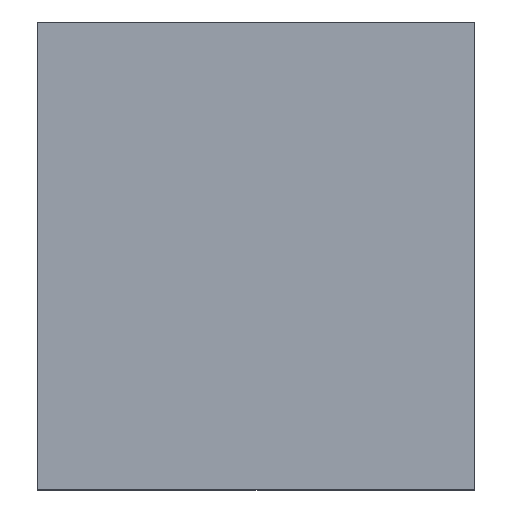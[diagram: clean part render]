
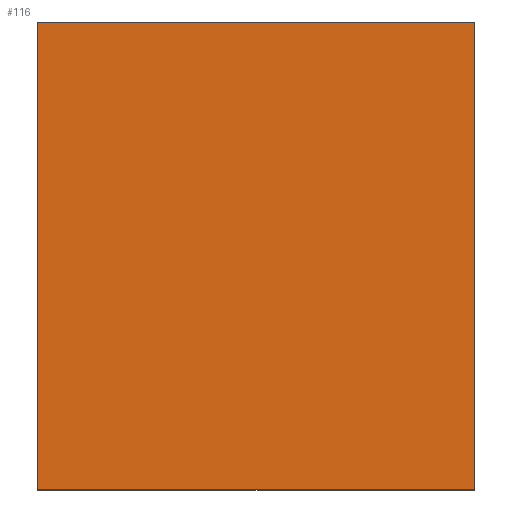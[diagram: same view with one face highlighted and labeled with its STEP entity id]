
A CAD part, top view. The second image highlights one B-rep face of the part: STEP entity #116.
In plain terms, the highlighted planar face has unit normal (0, 0, 1).
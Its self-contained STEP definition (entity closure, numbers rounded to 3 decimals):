
#30=FACE_OUTER_BOUND('',#36,.T.);
#36=EDGE_LOOP('',(#98,#99,#100,#101));
#40=LINE('',#191,#52);
#43=LINE('',#197,#55);
#46=LINE('',#203,#58);
#49=LINE('',#207,#61);
#52=VECTOR('',#160,10.);
#55=VECTOR('',#165,10.);
#58=VECTOR('',#170,10.);
#61=VECTOR('',#175,10.);
#64=VERTEX_POINT('',#188);
#65=VERTEX_POINT('',#190);
#67=VERTEX_POINT('',#196);
#69=VERTEX_POINT('',#202);
#72=EDGE_CURVE('',#65,#64,#40,.T.);
#75=EDGE_CURVE('',#67,#65,#43,.T.);
#78=EDGE_CURVE('',#69,#67,#46,.T.);
#81=EDGE_CURVE('',#64,#69,#49,.T.);
#98=ORIENTED_EDGE('',*,*,#81,.T.);
#99=ORIENTED_EDGE('',*,*,#78,.T.);
#100=ORIENTED_EDGE('',*,*,#75,.T.);
#101=ORIENTED_EDGE('',*,*,#72,.T.);
#110=PLANE('',#149);
#116=ADVANCED_FACE('',(#30),#110,.T.);
#149=AXIS2_PLACEMENT_3D('',#208,#176,#177);
#160=DIRECTION('',(0.,-1.,0.));
#165=DIRECTION('',(-1.,0.,0.));
#170=DIRECTION('',(0.,1.,0.));
#175=DIRECTION('',(1.,0.,0.));
#176=DIRECTION('center_axis',(0.,0.,1.));
#177=DIRECTION('ref_axis',(1.,0.,0.));
#188=CARTESIAN_POINT('',(-35.,-37.5,60.));
#190=CARTESIAN_POINT('',(-35.,37.5,60.));
#191=CARTESIAN_POINT('',(-35.,37.5,60.));
#196=CARTESIAN_POINT('',(35.,37.5,60.));
#197=CARTESIAN_POINT('',(35.,37.5,60.));
#202=CARTESIAN_POINT('',(35.,-37.5,60.));
#203=CARTESIAN_POINT('',(35.,-37.5,60.));
#207=CARTESIAN_POINT('',(-35.,-37.5,60.));
#208=CARTESIAN_POINT('Origin',(0.,0.,60.));
